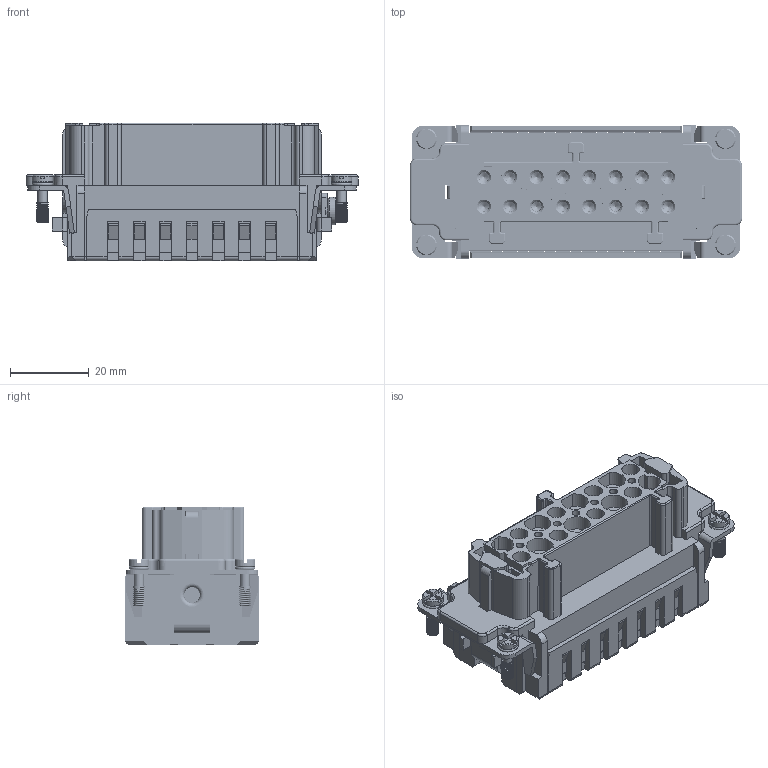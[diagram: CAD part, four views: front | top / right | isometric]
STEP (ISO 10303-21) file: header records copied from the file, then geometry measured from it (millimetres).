
FILE_DESCRIPTION(/* description */ (''),/* implementation_level */ '2;1');
FILE_NAME(/* name */ 'HE-016-FS.stp',/* time_stamp */ '2023-02-09T00:44:08+08:00',/* author */ (''),/* organization */ (''),/* preprocessor_version */ 'ST-DEVELOPER v16',/* originating_system */ 'SIEMENS PLM Software NX 10.0',/* authorisation */ '');
FILE_SCHEMA (('AP203_CONFIGURATION_CONTROLLED_3D_DESIGN_OF_MECHANICAL_PARTS_AND_ASSEMBLIES_MIM_LF { 1 0 10303 403 2 1 2}'));
Products named in the file (1): Admi0A2C26ACrpki
Bounding box: 84.5 x 33.9 x 35 mm (x, y, z)
Surface area: 53203.5 mm2 (no closed solid volume)
Topology: 0 solids, 1 shells, 5276 faces, 16371 edges, 10783 vertices
Faces by surface type: plane 3489, cylinder 992, cone 383, bspline 246, torus 128, sphere 38
Full cylindrical faces by diameter (mm): 1.5 x16, 2.4 x4, 2.5 x4, 3 x20, 4 x2, 5 x2, 5.3 x4, 7 x1
Entity records: 201000 total; most frequent: CARTESIAN_POINT 56560, ORIENTED_EDGE 32332, DIRECTION 28324, EDGE_CURVE 16166, VERTEX_POINT 10682, LINE 10262, VECTOR 10262, AXIS2_PLACEMENT_3D 9031
